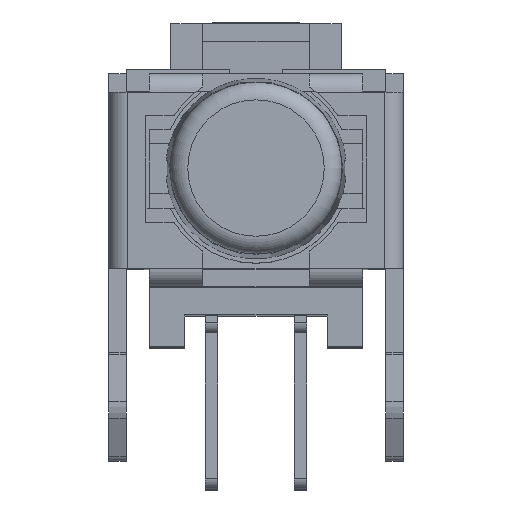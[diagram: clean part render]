
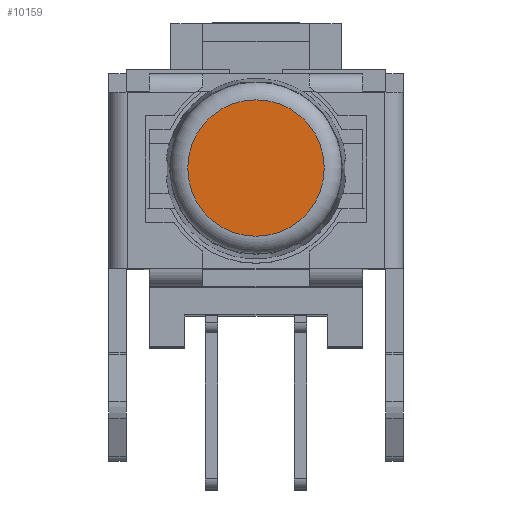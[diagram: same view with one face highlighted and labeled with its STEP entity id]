
A CAD part, top view. The second image highlights one B-rep face of the part: STEP entity #10159.
In plain terms, the highlighted planar face has unit normal (0, 0, 1).
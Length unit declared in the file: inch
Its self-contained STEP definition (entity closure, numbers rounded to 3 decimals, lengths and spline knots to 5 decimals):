
#130=CIRCLE('',#10718,0.07558);
#329=FACE_OUTER_BOUND('',#855,.T.);
#855=EDGE_LOOP('',(#6824));
#4172=VERTEX_POINT('',#14348);
#5203=EDGE_CURVE('',#4172,#4172,#130,.T.);
#6824=ORIENTED_EDGE('',*,*,#5203,.F.);
#9711=PLANE('',#10724);
#10159=ADVANCED_FACE('',(#329),#9711,.F.);
#10718=AXIS2_PLACEMENT_3D('',#14350,#11553,#11554);
#10724=AXIS2_PLACEMENT_3D('',#14357,#11566,#11567);
#11553=DIRECTION('center_axis',(0.,0.,
-1.));
#11554=DIRECTION('ref_axis',(1.,0.,0.));
#11566=DIRECTION('center_axis',(0.,0.,
-1.));
#11567=DIRECTION('ref_axis',(1.,0.,0.));
#14348=CARTESIAN_POINT('',(-0.07558,0.,0.62598));
#14350=CARTESIAN_POINT('Origin',(0.,0.,
0.62598));
#14357=CARTESIAN_POINT('Origin',(0.,0.,
0.62598));
